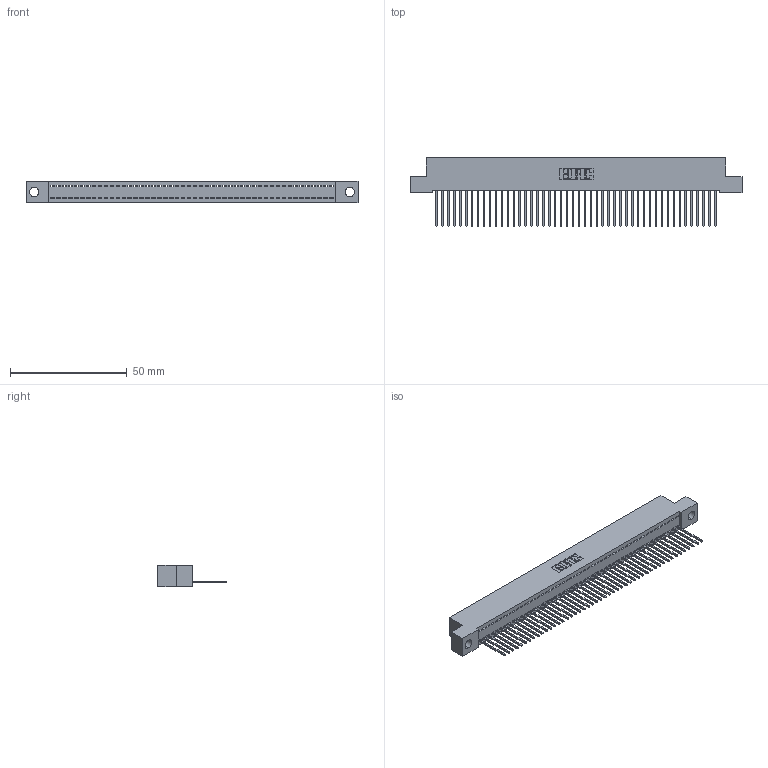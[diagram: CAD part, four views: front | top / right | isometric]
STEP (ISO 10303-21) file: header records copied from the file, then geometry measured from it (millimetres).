
FILE_DESCRIPTION (( 'STEP AP203' ), '1' );
FILE_NAME ('342-048-540-104.STEP', '2018-08-12T17:54:02', ( '' ), ( '' ), 'SwSTEP 2.0', 'SolidWorks 2016', '' );
FILE_SCHEMA (( 'CONFIG_CONTROL_DESIGN' ));
Length unit declared in the file: inch
Products named in the file (3): 342 Part_.156 TH; 345-292-001_345-293-140; 342-048-540-104
Assembly tree (49 placements, depth 2):
  342-048-540-104
    342 Part_.156 TH
    345-292-001_345-293-140  x48
Bounding box: 142.24 x 29.47 x 9.4 mm (x, y, z)
Volume: 12471.7 mm3; surface area: 18694.4 mm2
Topology: 49 solids, 49 shells, 2894 faces, 8747 edges, 5766 vertices
Faces by surface type: plane 2082, cylinder 812
Entity records: 28457 total; most frequent: CARTESIAN_POINT 4914, ORIENTED_EDGE 4898, DIRECTION 4133, EDGE_CURVE 2449, VECTOR 2321, LINE 2321, VERTEX_POINT 1630, AXIS2_PLACEMENT_3D 906
